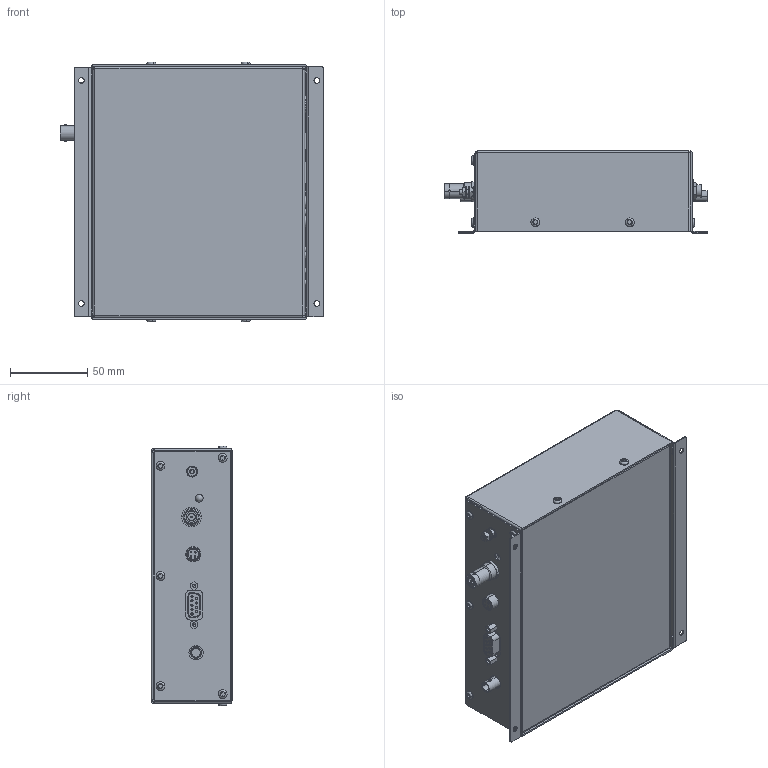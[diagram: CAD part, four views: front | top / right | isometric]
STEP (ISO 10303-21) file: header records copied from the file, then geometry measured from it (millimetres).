
FILE_DESCRIPTION (( 'STEP AP214' ), '1' );
FILE_NAME ('88201670A-F100.STEP', '2008-03-25T19:58:45', ( ' ' ), ( ' ' ), 'SwSTEP 2.0', 'SolidWorks 2006104', '' );
FILE_SCHEMA (( 'AUTOMOTIVE_DESIGN' ));
Length unit declared in the file: millimetre
Products named in the file (28): Reg Flat Washer_M3; HFBR 1515B - 2515B_Out (Lt Grey); F100 PCB; Hex Nut-L712; 95606A140; 5607-265; BHCS M3 SST_L=6; 17214130-B; Hex Nut SST_M3; 552-3511_Red; 550-5605_Red; 17214370; 550-0205!0405_Red; SHCS M3 SST B_L=12; 85200920; 17212282; 17214110; SHV Panel Mnt 51494; 88201670A-F100; 85201060; Lemo EPG 0B 304 HLN; Molex USB type B; CUI-MD-60SMW_MD-60SMW; 9-Pin D-Sub AD; Greyhill 94HBB; L712RA; HFBR 1515B - 2515B_In (Dk Grey)
Assembly tree (46 placements, depth 3):
  88201670A-F100
    17214130-B
    SHV Panel Mnt 51494
    Hex Nut-L712
    BHCS M3 SST_L=6  x11
    5607-265
    17214370
    85200920
      550-5605_Red  x4
      552-3511_Red  x2
      85200920
    17214110
    95606A140
    85201060
      SHCS M3 SST B_L=12
      Reg Flat Washer_M3  x3
      HFBR 1515B - 2515B_Out (Lt Grey)  x2
      CUI-MD-60SMW_MD-60SMW
      17212282
      HFBR 1515B - 2515B_In (Dk Grey)
      Lemo EPG 0B 304 HLN
      550-0205!0405_Red
      9-Pin D-Sub AD
      L712RA
      Greyhill 94HBB  x2
      Hex Nut SST_M3  x2
      Molex USB type B
      F100 PCB
Bounding box: 170.26 x 52.72 x 167.66 mm (x, y, z)
Volume: 136589.4 mm3; surface area: 242029.9 mm2
Topology: 43 solids, 46 shells, 1800 faces, 4421 edges, 2860 vertices
Faces by surface type: plane 1163, cylinder 508, cone 85, torus 31, sphere 9, bspline 4
Entity records: 44662 total; most frequent: CARTESIAN_POINT 7885, DIRECTION 7022, ORIENTED_EDGE 6780, EDGE_CURVE 3394, VECTOR 2422, LINE 2422, AXIS2_PLACEMENT_3D 2300, VERTEX_POINT 2201
